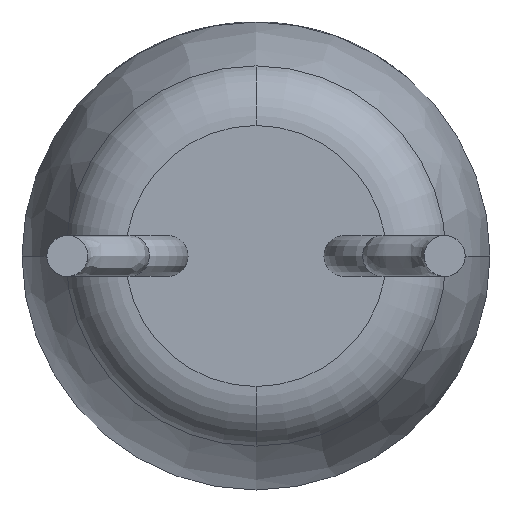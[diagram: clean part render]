
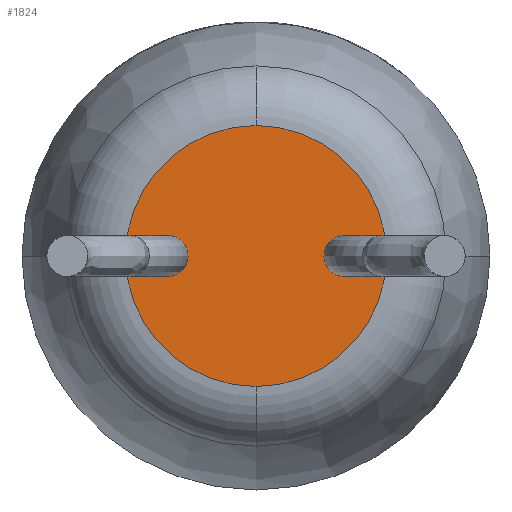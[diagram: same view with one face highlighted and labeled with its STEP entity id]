
A CAD part, front view. The second image highlights one B-rep face of the part: STEP entity #1824.
In plain terms, the highlighted planar face has unit normal (0, -1, 0).
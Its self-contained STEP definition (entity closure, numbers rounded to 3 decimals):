
#76 = FACE_OUTER_BOUND ( 'NONE', #3368, .T. ) ;
#124 = CARTESIAN_POINT ( 'NONE',  ( 1.19, 0., 0. ) ) ;
#157 = CARTESIAN_POINT ( 'NONE',  ( -1.19, 0., 0. ) ) ;
#290 = CIRCLE ( 'NONE', #4253, 0.275 ) ;
#298 = CARTESIAN_POINT ( 'NONE',  ( 0., 0., 1.756 ) ) ;
#419 = PLANE ( 'NONE',  #5601 ) ;
#560 = DIRECTION ( 'NONE',  ( 0., 1., 0. ) ) ;
#667 = DIRECTION ( 'NONE',  ( 0., 0., 1. ) ) ;
#699 = CARTESIAN_POINT ( 'NONE',  ( 0., 0., -1.756 ) ) ;
#720 = DIRECTION ( 'NONE',  ( 0., -1., 0. ) ) ;
#833 = AXIS2_PLACEMENT_3D ( 'NONE', #157, #1896, #1087 ) ;
#862 = AXIS2_PLACEMENT_3D ( 'NONE', #2771, #2732, #3184 ) ;
#966 = CARTESIAN_POINT ( 'NONE',  ( 0., 0., 0. ) ) ;
#992 = CARTESIAN_POINT ( 'NONE',  ( 1.465, 0., 0. ) ) ;
#998 = DIRECTION ( 'NONE',  ( 0., 0., -1. ) ) ;
#1087 = DIRECTION ( 'NONE',  ( 0., 0., 1. ) ) ;
#1369 = ORIENTED_EDGE ( 'NONE', *, *, #5083, .F. ) ;
#1532 = EDGE_CURVE ( 'NONE', #3174, #3648, #290, .T. ) ;
#1628 = CARTESIAN_POINT ( 'NONE',  ( 1.19, 0., 0. ) ) ;
#1669 = AXIS2_PLACEMENT_3D ( 'NONE', #4825, #1744, #3503 ) ;
#1744 = DIRECTION ( 'NONE',  ( 0., -1., 0. ) ) ;
#1824 = ADVANCED_FACE ( 'NONE', ( #4552, #76, #3779 ), #419, .F. ) ;
#1834 = DIRECTION ( 'NONE',  ( 0., 1., 0. ) ) ;
#1896 = DIRECTION ( 'NONE',  ( 0., -1., 0. ) ) ;
#2236 = ORIENTED_EDGE ( 'NONE', *, *, #2829, .T. ) ;
#2564 = DIRECTION ( 'NONE',  ( 0., 1., 0. ) ) ;
#2704 = CIRCLE ( 'NONE', #862, 1.756 ) ;
#2727 = EDGE_CURVE ( 'NONE', #3648, #3174, #5156, .T. ) ;
#2732 = DIRECTION ( 'NONE',  ( 0., -1., 0. ) ) ;
#2771 = CARTESIAN_POINT ( 'NONE',  ( 0., 0., 0. ) ) ;
#2789 = AXIS2_PLACEMENT_3D ( 'NONE', #2908, #720, #667 ) ;
#2829 = EDGE_CURVE ( 'NONE', #4571, #3799, #2872, .T. ) ;
#2872 = CIRCLE ( 'NONE', #2789, 1.756 ) ;
#2898 = ORIENTED_EDGE ( 'NONE', *, *, #1532, .T. ) ;
#2908 = CARTESIAN_POINT ( 'NONE',  ( 0., 0., 0. ) ) ;
#3174 = VERTEX_POINT ( 'NONE', #3355 ) ;
#3184 = DIRECTION ( 'NONE',  ( 0., 0., 1. ) ) ;
#3220 = VERTEX_POINT ( 'NONE', #3307 ) ;
#3307 = CARTESIAN_POINT ( 'NONE',  ( -1.465, 0., 0. ) ) ;
#3355 = CARTESIAN_POINT ( 'NONE',  ( 0.915, 0., 0. ) ) ;
#3368 = EDGE_LOOP ( 'NONE', ( #4833, #2236 ) ) ;
#3503 = DIRECTION ( 'NONE',  ( 0., 0., 1. ) ) ;
#3648 = VERTEX_POINT ( 'NONE', #992 ) ;
#3779 = FACE_BOUND ( 'NONE', #4655, .T. ) ;
#3799 = VERTEX_POINT ( 'NONE', #699 ) ;
#4054 = EDGE_LOOP ( 'NONE', ( #2898, #5406 ) ) ;
#4245 = EDGE_CURVE ( 'NONE', #3220, #5680, #5695, .T. ) ;
#4253 = AXIS2_PLACEMENT_3D ( 'NONE', #1628, #2564, #4750 ) ;
#4420 = CARTESIAN_POINT ( 'NONE',  ( -0.915, 0., 0. ) ) ;
#4552 = FACE_BOUND ( 'NONE', #4054, .T. ) ;
#4571 = VERTEX_POINT ( 'NONE', #298 ) ;
#4655 = EDGE_LOOP ( 'NONE', ( #5603, #1369 ) ) ;
#4750 = DIRECTION ( 'NONE',  ( 0., 0., -1. ) ) ;
#4825 = CARTESIAN_POINT ( 'NONE',  ( -1.19, 0., 0. ) ) ;
#4833 = ORIENTED_EDGE ( 'NONE', *, *, #4941, .T. ) ;
#4941 = EDGE_CURVE ( 'NONE', #3799, #4571, #2704, .T. ) ;
#4971 = DIRECTION ( 'NONE',  ( 0., 0., 1. ) ) ;
#5083 = EDGE_CURVE ( 'NONE', #5680, #3220, #5121, .T. ) ;
#5121 = CIRCLE ( 'NONE', #833, 0.275 ) ;
#5156 = CIRCLE ( 'NONE', #5455, 0.275 ) ;
#5406 = ORIENTED_EDGE ( 'NONE', *, *, #2727, .T. ) ;
#5455 = AXIS2_PLACEMENT_3D ( 'NONE', #124, #560, #998 ) ;
#5601 = AXIS2_PLACEMENT_3D ( 'NONE', #966, #1834, #4971 ) ;
#5603 = ORIENTED_EDGE ( 'NONE', *, *, #4245, .F. ) ;
#5680 = VERTEX_POINT ( 'NONE', #4420 ) ;
#5695 = CIRCLE ( 'NONE', #1669, 0.275 ) ;
